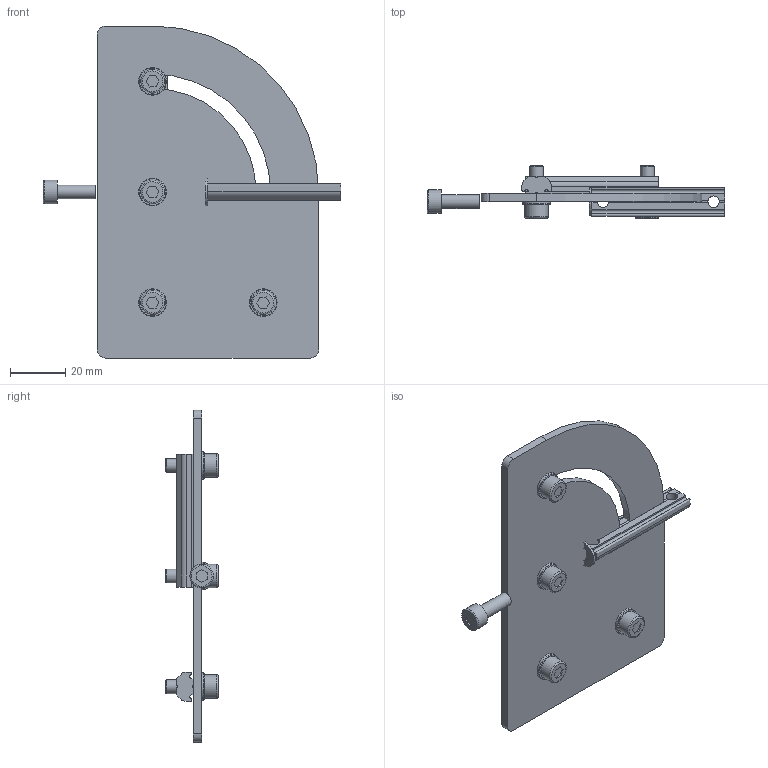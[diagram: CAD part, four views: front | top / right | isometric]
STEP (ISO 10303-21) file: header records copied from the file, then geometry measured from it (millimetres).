
FILE_DESCRIPTION( ( 'STEP AP214' ), '1' );
FILE_NAME( 'CA.VBW.JU.0.90.stp', '2014-07-04T07:02:24', ( ' ' ), ( ' ' ), 'XStep 1.0', ' ', ' ' );
FILE_SCHEMA( ( 'CONFIG_CONTROL_DESIGN) ( )' ) );
Length unit declared in the file: metre
Products named in the file (8): Assem1; rondellaDIN 125 - A 5.3; VBW.JU.0.90; V-tcei M  5 x 14; CA.GWP.5.40
Bounding box: 107.5 x 19 x 120 mm (x, y, z)
Volume: 62319.9 mm3; surface area: 46691.6 mm2
Topology: 18 solids, 18 shells, 260 faces, 625 edges, 405 vertices
Faces by surface type: plane 141, cylinder 90, torus 16, cone 13
Full cylindrical faces by diameter (mm): 4.134 x6, 5 x8, 5.2 x6, 5.3 x5, 8.5 x8, 10 x5
Entity records: 3338 total; most frequent: CARTESIAN_POINT 586, DIRECTION 541, ORIENTED_EDGE 456, EDGE_CURVE 228, AXIS2_PLACEMENT_3D 200, VERTEX_POINT 165, EDGE_LOOP 155, LINE 141
